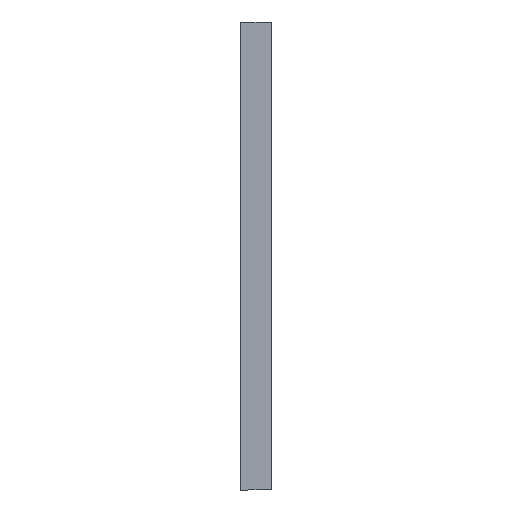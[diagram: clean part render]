
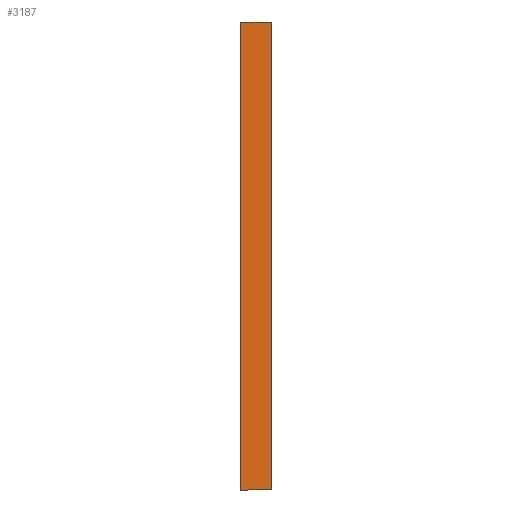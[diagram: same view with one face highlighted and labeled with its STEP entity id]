
A CAD part, front view. The second image highlights one B-rep face of the part: STEP entity #3187.
In plain terms, the highlighted planar face has unit normal (0, -1, 0).
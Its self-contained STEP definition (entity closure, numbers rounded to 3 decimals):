
#45 = ORIENTED_EDGE ( 'NONE', *, *, #2030, .F. ) ;
#121 = CARTESIAN_POINT ( 'NONE',  ( 98.3, 0., 0. ) ) ;
#136 = CARTESIAN_POINT ( 'NONE',  ( 98.3, 0., 3000. ) ) ;
#154 = DIRECTION ( 'NONE',  ( 1., 0., 0. ) ) ;
#201 = CARTESIAN_POINT ( 'NONE',  ( 100., 0., 3000. ) ) ;
#202 = DIRECTION ( 'NONE',  ( 0., 0., -1. ) ) ;
#219 = DIRECTION ( 'NONE',  ( 0., 0., -1. ) ) ;
#221 = DIRECTION ( 'NONE',  ( 1., 0., 0. ) ) ;
#227 = ORIENTED_EDGE ( 'NONE', *, *, #2143, .T. ) ;
#236 = CARTESIAN_POINT ( 'NONE',  ( 98.3, 0., 0. ) ) ;
#246 = CARTESIAN_POINT ( 'NONE',  ( -100., 0., 3000. ) ) ;
#287 = DIRECTION ( 'NONE',  ( -1., 0., 0. ) ) ;
#405 = CARTESIAN_POINT ( 'NONE',  ( -98.3, 0., 0. ) ) ;
#431 = DIRECTION ( 'NONE',  ( 1., 0., 0. ) ) ;
#460 = VERTEX_POINT ( 'NONE', #405 ) ;
#581 = ORIENTED_EDGE ( 'NONE', *, *, #2037, .T. ) ;
#633 = CARTESIAN_POINT ( 'NONE',  ( -98.3, 0., 3000. ) ) ;
#644 = DIRECTION ( 'NONE',  ( -1., 0., 0. ) ) ;
#814 = ORIENTED_EDGE ( 'NONE', *, *, #1945, .F. ) ;
#956 = CARTESIAN_POINT ( 'NONE',  ( 98.3, 0., 0. ) ) ;
#958 = CARTESIAN_POINT ( 'NONE',  ( 100., 0., 3000. ) ) ;
#1141 = VECTOR ( 'NONE', #644, 1000. ) ;
#1183 = CARTESIAN_POINT ( 'NONE',  ( 98.3, 0., 3000. ) ) ;
#1214 = CARTESIAN_POINT ( 'NONE',  ( 98.3, 0., 3000. ) ) ;
#1218 = LINE ( 'NONE', #633, #1141 ) ;
#1224 = AXIS2_PLACEMENT_3D ( 'NONE', #3651, #3659, #3724 ) ;
#1334 = VECTOR ( 'NONE', #287, 1000. ) ;
#1363 = LINE ( 'NONE', #246, #1382 ) ;
#1372 = VECTOR ( 'NONE', #221, 1000. ) ;
#1377 = LINE ( 'NONE', #236, #1334 ) ;
#1382 = VECTOR ( 'NONE', #202, 1000. ) ;
#1387 = LINE ( 'NONE', #201, #1462 ) ;
#1391 = VECTOR ( 'NONE', #154, 1000. ) ;
#1396 = LINE ( 'NONE', #136, #1372 ) ;
#1409 = LINE ( 'NONE', #121, #1391 ) ;
#1414 = VERTEX_POINT ( 'NONE', #1779 ) ;
#1462 = VECTOR ( 'NONE', #219, 1000. ) ;
#1467 = DIRECTION ( 'NONE',  ( 1., 0., 0. ) ) ;
#1490 = VECTOR ( 'NONE', #431, 1000. ) ;
#1535 = VECTOR ( 'NONE', #1467, 1000. ) ;
#1558 = LINE ( 'NONE', #1214, #1535 ) ;
#1592 = CARTESIAN_POINT ( 'NONE',  ( 100., 0., 0. ) ) ;
#1779 = CARTESIAN_POINT ( 'NONE',  ( 98.3, 0., 0. ) ) ;
#1842 = VERTEX_POINT ( 'NONE', #3003 ) ;
#1907 = FACE_OUTER_BOUND ( 'NONE', #2975, .T. ) ;
#1945 = EDGE_CURVE ( 'NONE', #2597, #2966, #1558, .T. ) ;
#1956 = EDGE_CURVE ( 'NONE', #460, #1414, #2265, .T. ) ;
#2025 = EDGE_CURVE ( 'NONE', #1414, #3599, #1409, .T. ) ;
#2028 = EDGE_CURVE ( 'NONE', #2197, #3599, #1387, .T. ) ;
#2030 = EDGE_CURVE ( 'NONE', #2966, #2197, #1396, .T. ) ;
#2037 = EDGE_CURVE ( 'NONE', #1842, #2296, #1363, .T. ) ;
#2046 = EDGE_CURVE ( 'NONE', #460, #2296, #1377, .T. ) ;
#2143 = EDGE_CURVE ( 'NONE', #2597, #1842, #1218, .T. ) ;
#2184 = CARTESIAN_POINT ( 'NONE',  ( -98.3, 0., 3000. ) ) ;
#2197 = VERTEX_POINT ( 'NONE', #958 ) ;
#2265 = LINE ( 'NONE', #956, #1490 ) ;
#2296 = VERTEX_POINT ( 'NONE', #2988 ) ;
#2597 = VERTEX_POINT ( 'NONE', #2184 ) ;
#2679 = ORIENTED_EDGE ( 'NONE', *, *, #2025, .T. ) ;
#2902 = PLANE ( 'NONE',  #1224 ) ;
#2928 = ORIENTED_EDGE ( 'NONE', *, *, #2046, .F. ) ;
#2950 = ORIENTED_EDGE ( 'NONE', *, *, #2028, .F. ) ;
#2966 = VERTEX_POINT ( 'NONE', #1183 ) ;
#2975 = EDGE_LOOP ( 'NONE', ( #3096, #2679, #2950, #45, #814, #227, #581, #2928 ) ) ;
#2988 = CARTESIAN_POINT ( 'NONE',  ( -100., 0., 0. ) ) ;
#3003 = CARTESIAN_POINT ( 'NONE',  ( -100., 0., 3000. ) ) ;
#3096 = ORIENTED_EDGE ( 'NONE', *, *, #1956, .T. ) ;
#3187 = ADVANCED_FACE ( 'NONE', ( #1907 ), #2902, .F. ) ;
#3599 = VERTEX_POINT ( 'NONE', #1592 ) ;
#3651 = CARTESIAN_POINT ( 'NONE',  ( 98.3, 0., 3000. ) ) ;
#3659 = DIRECTION ( 'NONE',  ( 0., 1., 0. ) ) ;
#3724 = DIRECTION ( 'NONE',  ( 0., 0., 1. ) ) ;
